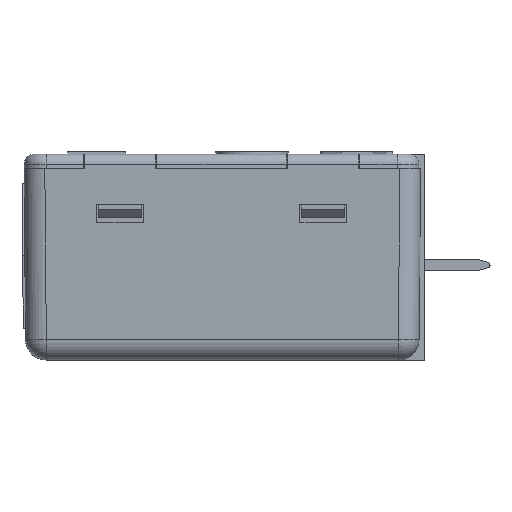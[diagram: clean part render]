
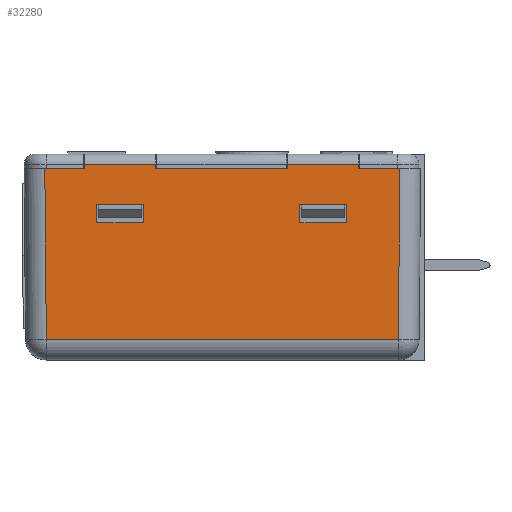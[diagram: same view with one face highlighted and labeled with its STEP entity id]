
A CAD part, front view. The second image highlights one B-rep face of the part: STEP entity #32280.
In plain terms, the highlighted face is planar.
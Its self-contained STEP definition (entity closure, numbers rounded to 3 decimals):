
#16590=CARTESIAN_POINT('',(-18.303,9.45,13.494));
#16600=VERTEX_POINT('',#16590);
#16760=CARTESIAN_POINT('',(-18.303,4.55,13.494));
#16770=VERTEX_POINT('',#16760);
#16800=CARTESIAN_POINT('',(-18.303,0.,13.494));
#16810=DIRECTION('',(0.,-1.,0.));
#16820=VECTOR('',#16810,1.);
#16830=LINE('',#16800,#16820);
#16840=EDGE_CURVE('',#16600,#16770,#16830,.T.);
#30660=CARTESIAN_POINT('',(-18.3,4.715,
13.199));
#30670=DIRECTION('',(-1.,0.,-0.009));
#30680=DIRECTION('',(0.,1.,0.));
#30690=AXIS2_PLACEMENT_3D('',#30660,#30670,#30680);
#30700=PLANE('',#30690);
#30710=CARTESIAN_POINT('',(-18.197,0.,1.418));
#30720=DIRECTION('',(0.,1.,0.));
#30730=VECTOR('',#30720,1.);
#30740=LINE('',#30710,#30730);
#30750=CARTESIAN_POINT('',(-18.197,-12.182,
1.418));
#30760=VERTEX_POINT('',#30750);
#30770=CARTESIAN_POINT('',(-18.197,12.082,
1.418));
#30780=VERTEX_POINT('',#30770);
#30790=EDGE_CURVE('',#30760,#30780,#30740,.T.);
#30800=ORIENTED_EDGE('',*,*,#30790,.F.);
#30810=CARTESIAN_POINT('',(-18.185,12.07,
-0.012));
#30820=DIRECTION('',(-0.009,0.009,
1.));
#30830=VECTOR('',#30820,1.);
#30840=LINE('',#30810,#30830);
#30850=CARTESIAN_POINT('',(-18.3,12.185,13.2));
#30860=VERTEX_POINT('',#30850);
#30870=EDGE_CURVE('',#30780,#30860,#30840,.T.);
#30880=ORIENTED_EDGE('',*,*,#30870,.F.);
#30890=CARTESIAN_POINT('',(-18.3,0.,13.2));
#30900=DIRECTION('',(0.,-1.,0.));
#30910=VECTOR('',#30900,1.);
#30920=LINE('',#30890,#30910);
#30930=CARTESIAN_POINT('',(-18.3,9.45,13.2));
#30940=VERTEX_POINT('',#30930);
#30950=EDGE_CURVE('',#30860,#30940,#30920,.T.);
#30960=ORIENTED_EDGE('',*,*,#30950,.F.);
#30970=CARTESIAN_POINT('',(-18.185,9.45,0.));
#30980=DIRECTION('',(-0.009,0.,1.));
#30990=VECTOR('',#30980,1.);
#31000=LINE('',#30970,#30990);
#31010=EDGE_CURVE('',#30940,#16600,#31000,.T.);
#31020=ORIENTED_EDGE('',*,*,#31010,.F.);
#31030=ORIENTED_EDGE('',*,*,#16840,.F.);
#31040=CARTESIAN_POINT('',(-18.185,4.55,0.));
#31050=DIRECTION('',(0.009,0.,-1.));
#31060=VECTOR('',#31050,1.);
#31070=LINE('',#31040,#31060);
#31080=CARTESIAN_POINT('',(-18.3,4.55,13.2));
#31090=VERTEX_POINT('',#31080);
#31100=EDGE_CURVE('',#16770,#31090,#31070,.T.);
#31110=ORIENTED_EDGE('',*,*,#31100,.F.);
#31120=CARTESIAN_POINT('',(-18.3,0.,13.2));
#31130=DIRECTION('',(0.,-1.,0.));
#31140=VECTOR('',#31130,1.);
#31150=LINE('',#31120,#31140);
#31160=CARTESIAN_POINT('',(-18.3,-4.55,13.2));
#31170=VERTEX_POINT('',#31160);
#31180=EDGE_CURVE('',#31090,#31170,#31150,.T.);
#31190=ORIENTED_EDGE('',*,*,#31180,.F.);
#31200=CARTESIAN_POINT('',(-18.185,-4.55,0.));
#31210=DIRECTION('',(-0.009,0.,1.));
#31220=VECTOR('',#31210,1.);
#31230=LINE('',#31200,#31220);
#31240=CARTESIAN_POINT('',(-18.303,-4.55,13.494));
#31250=VERTEX_POINT('',#31240);
#31260=EDGE_CURVE('',#31170,#31250,#31230,.T.);
#31270=ORIENTED_EDGE('',*,*,#31260,.F.);
#31280=CARTESIAN_POINT('',(-18.303,0.,13.494));
#31290=DIRECTION('',(0.,-1.,0.));
#31300=VECTOR('',#31290,1.);
#31310=LINE('',#31280,#31300);
#31320=CARTESIAN_POINT('',(-18.303,-9.45,13.494));
#31330=VERTEX_POINT('',#31320);
#31340=EDGE_CURVE('',#31250,#31330,#31310,.T.);
#31350=ORIENTED_EDGE('',*,*,#31340,.F.);
#31360=CARTESIAN_POINT('',(-18.185,-9.45,0.));
#31370=DIRECTION('',(0.009,0.,-1.));
#31380=VECTOR('',#31370,1.);
#31390=LINE('',#31360,#31380);
#31400=CARTESIAN_POINT('',(-18.3,-9.45,13.2));
#31410=VERTEX_POINT('',#31400);
#31420=EDGE_CURVE('',#31330,#31410,#31390,.T.);
#31430=ORIENTED_EDGE('',*,*,#31420,.F.);
#31440=CARTESIAN_POINT('',(-18.3,0.,13.2));
#31450=DIRECTION('',(0.,-1.,0.));
#31460=VECTOR('',#31450,1.);
#31470=LINE('',#31440,#31460);
#31480=CARTESIAN_POINT('',(-18.3,-12.285,13.2));
#31490=VERTEX_POINT('',#31480);
#31500=EDGE_CURVE('',#31410,#31490,#31470,.T.);
#31510=ORIENTED_EDGE('',*,*,#31500,.F.);
#31520=CARTESIAN_POINT('',(-18.185,-12.17,
-0.012));
#31530=DIRECTION('',(0.009,0.009,
-1.));
#31540=VECTOR('',#31530,1.);
#31550=LINE('',#31520,#31540);
#31560=EDGE_CURVE('',#31490,#30760,#31550,.T.);
#31570=ORIENTED_EDGE('',*,*,#31560,.F.);
#31580=EDGE_LOOP('',(#31570,#31510,#31430,#31350,#31270,#31190,#31110,
#31030,#31020,#30960,#30880,#30800));
#31590=FACE_OUTER_BOUND('',#31580,.T.);
#31600=CARTESIAN_POINT('',(-18.279,0.,10.75));
#31610=DIRECTION('',(0.,-1.,0.));
#31620=VECTOR('',#31610,1.);
#31630=LINE('',#31600,#31620);
#31640=CARTESIAN_POINT('',(-18.279,-5.4,10.75));
#31650=VERTEX_POINT('',#31640);
#31660=CARTESIAN_POINT('',(-18.279,-8.6,10.75));
#31670=VERTEX_POINT('',#31660);
#31680=EDGE_CURVE('',#31650,#31670,#31630,.T.);
#31690=ORIENTED_EDGE('',*,*,#31680,.T.);
#31700=CARTESIAN_POINT('',(-18.185,-5.4,0.));
#31710=DIRECTION('',(-0.009,0.,
1.));
#31720=VECTOR('',#31710,1.);
#31730=LINE('',#31700,#31720);
#31740=CARTESIAN_POINT('',(-18.267,-5.4,9.45));
#31750=VERTEX_POINT('',#31740);
#31760=EDGE_CURVE('',#31750,#31650,#31730,.T.);
#31770=ORIENTED_EDGE('',*,*,#31760,.T.);
#31780=CARTESIAN_POINT('',(-18.267,0.,9.45));
#31790=DIRECTION('',(0.,1.,0.));
#31800=VECTOR('',#31790,1.);
#31810=LINE('',#31780,#31800);
#31820=CARTESIAN_POINT('',(-18.267,-8.6,9.45));
#31830=VERTEX_POINT('',#31820);
#31840=EDGE_CURVE('',#31830,#31750,#31810,.T.);
#31850=ORIENTED_EDGE('',*,*,#31840,.T.);
#31860=CARTESIAN_POINT('',(-18.185,-8.6,0.));
#31870=DIRECTION('',(0.009,0.,
-1.));
#31880=VECTOR('',#31870,1.);
#31890=LINE('',#31860,#31880);
#31900=EDGE_CURVE('',#31670,#31830,#31890,.T.);
#31910=ORIENTED_EDGE('',*,*,#31900,.T.);
#31920=EDGE_LOOP('',(#31910,#31850,#31770,#31690));
#31930=FACE_BOUND('',#31920,.T.);
#31940=CARTESIAN_POINT('',(-18.279,0.,10.75));
#31950=DIRECTION('',(0.,-1.,0.));
#31960=VECTOR('',#31950,1.);
#31970=LINE('',#31940,#31960);
#31980=CARTESIAN_POINT('',(-18.279,8.6,10.75));
#31990=VERTEX_POINT('',#31980);
#32000=CARTESIAN_POINT('',(-18.279,5.4,10.75));
#32010=VERTEX_POINT('',#32000);
#32020=EDGE_CURVE('',#31990,#32010,#31970,.T.);
#32030=ORIENTED_EDGE('',*,*,#32020,.T.);
#32040=CARTESIAN_POINT('',(-18.185,8.6,0.));
#32050=DIRECTION('',(-0.009,0.,1.));
#32060=VECTOR('',#32050,1.);
#32070=LINE('',#32040,#32060);
#32080=CARTESIAN_POINT('',(-18.267,8.6,9.45));
#32090=VERTEX_POINT('',#32080);
#32100=EDGE_CURVE('',#32090,#31990,#32070,.T.);
#32110=ORIENTED_EDGE('',*,*,#32100,.T.);
#32120=CARTESIAN_POINT('',(-18.267,0.,9.45));
#32130=DIRECTION('',(0.,1.,0.));
#32140=VECTOR('',#32130,1.);
#32150=LINE('',#32120,#32140);
#32160=CARTESIAN_POINT('',(-18.267,5.4,9.45));
#32170=VERTEX_POINT('',#32160);
#32180=EDGE_CURVE('',#32170,#32090,#32150,.T.);
#32190=ORIENTED_EDGE('',*,*,#32180,.T.);
#32200=CARTESIAN_POINT('',(-18.185,5.4,0.));
#32210=DIRECTION('',(0.009,0.,-1.));
#32220=VECTOR('',#32210,1.);
#32230=LINE('',#32200,#32220);
#32240=EDGE_CURVE('',#32010,#32170,#32230,.T.);
#32250=ORIENTED_EDGE('',*,*,#32240,.T.);
#32260=EDGE_LOOP('',(#32250,#32190,#32110,#32030));
#32270=FACE_BOUND('',#32260,.T.);
#32280=ADVANCED_FACE('',(#31590,#31930,#32270),#30700,.T.);
